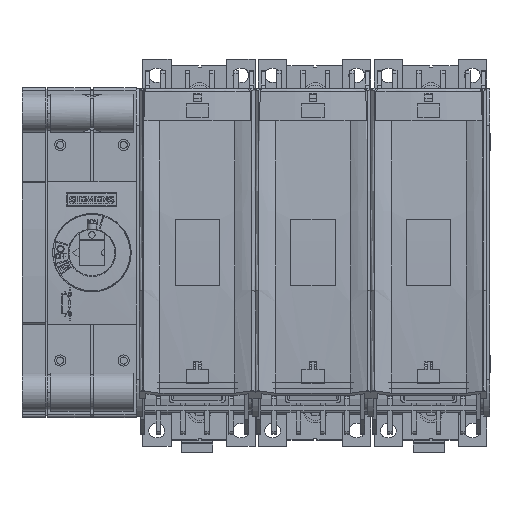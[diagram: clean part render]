
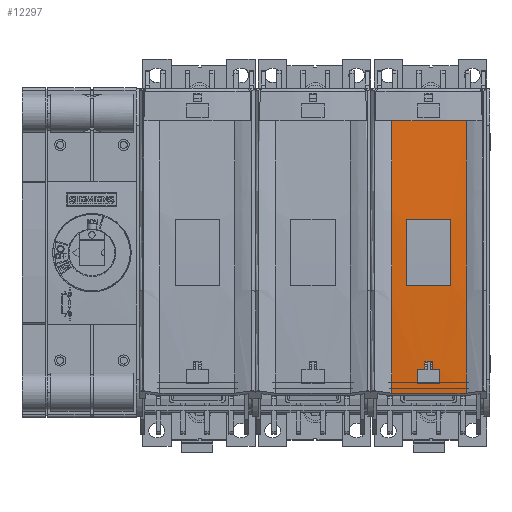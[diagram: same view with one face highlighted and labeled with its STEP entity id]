
A CAD part, top view. The second image highlights one B-rep face of the part: STEP entity #12297.
In plain terms, the highlighted cylindrical face has radius 598 mm (diameter 1196 mm), a partial arc.
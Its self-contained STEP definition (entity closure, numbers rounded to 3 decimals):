
#12297=ADVANCED_FACE('',(#26088,#26089,#26090),#26091,.T.);
#26088=FACE_BOUND('',#41254,.T.);
#26089=FACE_BOUND('',#41255,.T.);
#26090=FACE_OUTER_BOUND('',#41256,.T.);
#26091=CYLINDRICAL_SURFACE('',#41257,598.);
#41254=EDGE_LOOP('',(#80679,#80680,#80681,#80682));
#41255=EDGE_LOOP('',(#80683,#80684,#80685,#80686,#80687,#80688,#80689,#80690));
#41256=EDGE_LOOP('',(#80691,#80692,#80693,#80694));
#41257=AXIS2_PLACEMENT_3D('',#80695,#80696,#80697);
#80679=ORIENTED_EDGE('',*,*,#106263,.T.);
#80680=ORIENTED_EDGE('',*,*,#106260,.T.);
#80681=ORIENTED_EDGE('',*,*,#106257,.T.);
#80682=ORIENTED_EDGE('',*,*,#106253,.T.);
#80683=ORIENTED_EDGE('',*,*,#106250,.T.);
#80684=ORIENTED_EDGE('',*,*,#106247,.T.);
#80685=ORIENTED_EDGE('',*,*,#106244,.T.);
#80686=ORIENTED_EDGE('',*,*,#106241,.T.);
#80687=ORIENTED_EDGE('',*,*,#106238,.T.);
#80688=ORIENTED_EDGE('',*,*,#106235,.T.);
#80689=ORIENTED_EDGE('',*,*,#106231,.T.);
#80690=ORIENTED_EDGE('',*,*,#106227,.T.);
#80691=ORIENTED_EDGE('',*,*,#106268,.T.);
#80692=ORIENTED_EDGE('',*,*,#107081,.T.);
#80693=ORIENTED_EDGE('',*,*,#107083,.F.);
#80694=ORIENTED_EDGE('',*,*,#107084,.F.);
#80695=CARTESIAN_POINT('',(128.25,62.9,-469.3));
#80696=DIRECTION('',(1.0,0.0,-0.0));
#80697=DIRECTION('',(0.0,0.087,0.996));
#106227=EDGE_CURVE('',#131928,#131926,#131929,.T.);
#106231=EDGE_CURVE('',#131934,#131928,#131935,.T.);
#106235=EDGE_CURVE('',#131939,#131934,#131940,.T.);
#106238=EDGE_CURVE('',#131943,#131939,#131944,.T.);
#106241=EDGE_CURVE('',#131947,#131943,#131948,.T.);
#106244=EDGE_CURVE('',#131951,#131947,#131952,.T.);
#106247=EDGE_CURVE('',#131955,#131951,#131956,.T.);
#106250=EDGE_CURVE('',#131926,#131955,#131959,.T.);
#106253=EDGE_CURVE('',#131962,#131963,#131964,.T.);
#106257=EDGE_CURVE('',#131968,#131962,#131969,.T.);
#106260=EDGE_CURVE('',#131972,#131968,#131973,.T.);
#106263=EDGE_CURVE('',#131963,#131972,#131976,.T.);
#106268=EDGE_CURVE('',#131979,#131983,#131985,.T.);
#107081=EDGE_CURVE('',#131983,#133134,#133136,.T.);
#107083=EDGE_CURVE('',#133138,#133134,#133139,.T.);
#107084=EDGE_CURVE('',#131979,#133138,#133140,.T.);
#131926=VERTEX_POINT('',#170278);
#131928=VERTEX_POINT('',#170281);
#131929=LINE('',#170282,#170283);
#131934=VERTEX_POINT('',#170290);
#131935=CIRCLE('',#170291,598.);
#131939=VERTEX_POINT('',#170296);
#131940=LINE('',#170297,#170298);
#131943=VERTEX_POINT('',#170302);
#131944=CIRCLE('',#170303,598.);
#131947=VERTEX_POINT('',#170307);
#131948=LINE('',#170308,#170309);
#131951=VERTEX_POINT('',#170313);
#131952=CIRCLE('',#170314,598.);
#131955=VERTEX_POINT('',#170318);
#131956=LINE('',#170319,#170320);
#131959=CIRCLE('',#170324,598.);
#131962=VERTEX_POINT('',#170327);
#131963=VERTEX_POINT('',#170328);
#131964=LINE('',#170329,#170330);
#131968=VERTEX_POINT('',#170336);
#131969=CIRCLE('',#170337,598.);
#131972=VERTEX_POINT('',#170341);
#131973=LINE('',#170342,#170343);
#131976=CIRCLE('',#170347,598.);
#131979=VERTEX_POINT('',#170350);
#131983=VERTEX_POINT('',#170357);
#131985=LINE('',#170362,#170363);
#133134=VERTEX_POINT('',#172848);
#133136=CIRCLE('',#172857,598.);
#133138=VERTEX_POINT('',#172859);
#133139=LINE('',#172860,#172861);
#133140=CIRCLE('',#172862,598.);
#170278=CARTESIAN_POINT('',(129.5,28.4,127.704));
#170281=CARTESIAN_POINT('',(127.0,28.4,127.704));
#170282=CARTESIAN_POINT('',(128.25,28.4,127.704));
#170283=VECTOR('',#197191,1.0);
#170290=CARTESIAN_POINT('',(127.0,25.9,127.554));
#170291=AXIS2_PLACEMENT_3D('',#197194,#197195,#197196);
#170296=CARTESIAN_POINT('',(124.75,25.9,127.554));
#170297=CARTESIAN_POINT('',(125.875,25.9,127.554));
#170298=VECTOR('',#197201,1.0);
#170302=CARTESIAN_POINT('',(124.75,21.6,127.272));
#170303=AXIS2_PLACEMENT_3D('',#197203,#197204,#197205);
#170307=CARTESIAN_POINT('',(131.75,21.6,127.272));
#170308=CARTESIAN_POINT('',(128.25,21.6,127.272));
#170309=VECTOR('',#197207,1.0);
#170313=CARTESIAN_POINT('',(131.75,25.9,127.554));
#170314=AXIS2_PLACEMENT_3D('',#197209,#197210,#197211);
#170318=CARTESIAN_POINT('',(129.5,25.9,127.554));
#170319=CARTESIAN_POINT('',(130.625,25.9,127.554));
#170320=VECTOR('',#197213,1.0);
#170324=AXIS2_PLACEMENT_3D('',#197215,#197216,#197217);
#170327=CARTESIAN_POINT('',(135.25,52.463,128.609));
#170328=CARTESIAN_POINT('',(121.25,52.463,128.609));
#170329=CARTESIAN_POINT('',(128.25,52.463,128.609));
#170330=VECTOR('',#197221,1.0);
#170336=CARTESIAN_POINT('',(135.25,73.336,128.609));
#170337=AXIS2_PLACEMENT_3D('',#197224,#197225,#197226);
#170341=CARTESIAN_POINT('',(121.25,73.336,128.609));
#170342=CARTESIAN_POINT('',(128.25,73.336,128.609));
#170343=VECTOR('',#197228,1.0);
#170347=AXIS2_PLACEMENT_3D('',#197230,#197231,#197232);
#170350=CARTESIAN_POINT('',(140.,104.413,127.257));
#170357=CARTESIAN_POINT('',(116.5,104.413,127.257));
#170362=CARTESIAN_POINT('',(128.25,104.413,127.257));
#170363=VECTOR('',#197236,598.);
#172848=CARTESIAN_POINT('',(116.5,18.489,127.049));
#172857=AXIS2_PLACEMENT_3D('',#197883,#197884,#197885);
#172859=CARTESIAN_POINT('',(140.,18.489,127.049));
#172860=CARTESIAN_POINT('',(128.25,18.489,127.049));
#172861=VECTOR('',#197886,1.0);
#172862=AXIS2_PLACEMENT_3D('',#197887,#197888,#197889);
#197191=DIRECTION('',(1.0,0.0,0.0));
#197194=CARTESIAN_POINT('',(127.0,62.9,-469.3));
#197195=DIRECTION('',(-1.0,0.0,0.0));
#197196=DIRECTION('',(0.0,0.087,0.996));
#197201=DIRECTION('',(1.0,0.0,0.0));
#197203=CARTESIAN_POINT('',(124.75,62.9,-469.3));
#197204=DIRECTION('',(-1.0,0.0,0.0));
#197205=DIRECTION('',(0.0,0.087,0.996));
#197207=DIRECTION('',(-1.0,-0.0,-0.0));
#197209=CARTESIAN_POINT('',(131.75,62.9,-469.3));
#197210=DIRECTION('',(1.0,0.0,-0.0));
#197211=DIRECTION('',(0.0,0.087,0.996));
#197213=DIRECTION('',(1.0,0.0,0.0));
#197215=CARTESIAN_POINT('',(129.5,62.9,-469.3));
#197216=DIRECTION('',(1.0,0.0,-0.0));
#197217=DIRECTION('',(0.0,0.087,0.996));
#197221=DIRECTION('',(-1.0,-0.0,-0.0));
#197224=CARTESIAN_POINT('',(135.25,62.9,-469.3));
#197225=DIRECTION('',(1.0,0.0,-0.0));
#197226=DIRECTION('',(0.0,0.087,0.996));
#197228=DIRECTION('',(1.0,0.0,0.0));
#197230=CARTESIAN_POINT('',(121.25,62.9,-469.3));
#197231=DIRECTION('',(-1.0,0.0,0.0));
#197232=DIRECTION('',(0.0,0.087,0.996));
#197236=DIRECTION('',(-1.0,-0.0,-0.0));
#197883=CARTESIAN_POINT('',(116.5,62.9,-469.3));
#197884=DIRECTION('',(1.0,0.0,-0.0));
#197885=DIRECTION('',(0.0,0.087,0.996));
#197886=DIRECTION('',(-1.0,-0.0,-0.0));
#197887=CARTESIAN_POINT('',(140.,62.9,-469.3));
#197888=DIRECTION('',(1.0,0.0,-0.0));
#197889=DIRECTION('',(0.0,0.087,0.996));
